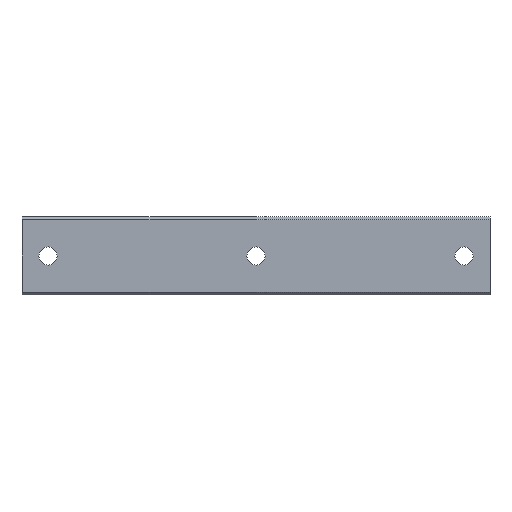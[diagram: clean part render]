
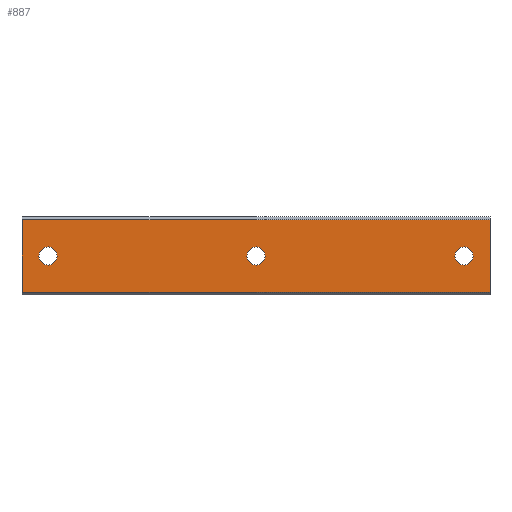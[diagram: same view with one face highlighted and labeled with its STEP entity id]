
A CAD part, front view. The second image highlights one B-rep face of the part: STEP entity #887.
In plain terms, the highlighted planar face has unit normal (0, -1, 0).
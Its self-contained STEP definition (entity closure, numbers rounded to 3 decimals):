
#17 = DIRECTION ( 'NONE',  ( 0., 0., 1. ) ) ;
#22 = CARTESIAN_POINT ( 'NONE',  ( 85., 0., -7. ) ) ;
#28 = CIRCLE ( 'NONE', #626, 1.75 ) ;
#38 = VERTEX_POINT ( 'NONE', #599 ) ;
#97 = ORIENTED_EDGE ( 'NONE', *, *, #416, .F. ) ;
#102 = ORIENTED_EDGE ( 'NONE', *, *, #361, .F. ) ;
#112 = VERTEX_POINT ( 'NONE', #922 ) ;
#139 = VERTEX_POINT ( 'NONE', #653 ) ;
#154 = CARTESIAN_POINT ( 'NONE',  ( 40., 0., 1.75 ) ) ;
#155 = EDGE_LOOP ( 'NONE', ( #97, #102 ) ) ;
#164 = VECTOR ( 'NONE', #970, 1000. ) ;
#166 = VERTEX_POINT ( 'NONE', #154 ) ;
#167 = CARTESIAN_POINT ( 'NONE',  ( 0., 0., 0. ) ) ;
#176 = CARTESIAN_POINT ( 'NONE',  ( 85., 0., -7. ) ) ;
#197 = ORIENTED_EDGE ( 'NONE', *, *, #940, .F. ) ;
#206 = LINE ( 'NONE', #403, #436 ) ;
#231 = DIRECTION ( 'NONE',  ( 0., 0., 1. ) ) ;
#258 = DIRECTION ( 'NONE',  ( 0., -1., 0. ) ) ;
#266 = EDGE_LOOP ( 'NONE', ( #512, #566, #588, #891 ) ) ;
#279 = DIRECTION ( 'NONE',  ( 0., 0., 1. ) ) ;
#291 = CARTESIAN_POINT ( 'NONE',  ( 85., 0., 7. ) ) ;
#304 = VERTEX_POINT ( 'NONE', #22 ) ;
#314 = EDGE_CURVE ( 'NONE', #1224, #304, #501, .T. ) ;
#361 = EDGE_CURVE ( 'NONE', #544, #139, #1195, .T. ) ;
#365 = LINE ( 'NONE', #176, #164 ) ;
#377 = CIRCLE ( 'NONE', #1025, 1.75 ) ;
#400 = EDGE_CURVE ( 'NONE', #304, #780, #365, .T. ) ;
#403 = CARTESIAN_POINT ( 'NONE',  ( -5., 0., 7. ) ) ;
#409 = CARTESIAN_POINT ( 'NONE',  ( 85., 0., 7. ) ) ;
#416 = EDGE_CURVE ( 'NONE', #139, #544, #789, .T. ) ;
#423 = DIRECTION ( 'NONE',  ( 0., 0., -1. ) ) ;
#436 = VECTOR ( 'NONE', #894, 1000. ) ;
#453 = DIRECTION ( 'NONE',  ( 0., 1., 0. ) ) ;
#464 = DIRECTION ( 'NONE',  ( 0., -1., 0. ) ) ;
#481 = CARTESIAN_POINT ( 'NONE',  ( 80., 0., 1.75 ) ) ;
#501 = LINE ( 'NONE', #409, #746 ) ;
#502 = CARTESIAN_POINT ( 'NONE',  ( 80., 0., 0. ) ) ;
#508 = AXIS2_PLACEMENT_3D ( 'NONE', #776, #453, #858 ) ;
#512 = ORIENTED_EDGE ( 'NONE', *, *, #400, .F. ) ;
#523 = LINE ( 'NONE', #623, #569 ) ;
#544 = VERTEX_POINT ( 'NONE', #837 ) ;
#549 = ORIENTED_EDGE ( 'NONE', *, *, #914, .F. ) ;
#566 = ORIENTED_EDGE ( 'NONE', *, *, #314, .F. ) ;
#569 = VECTOR ( 'NONE', #1124, 1000. ) ;
#588 = ORIENTED_EDGE ( 'NONE', *, *, #819, .F. ) ;
#590 = EDGE_CURVE ( 'NONE', #780, #112, #206, .T. ) ;
#597 = AXIS2_PLACEMENT_3D ( 'NONE', #167, #1231, #1162 ) ;
#599 = CARTESIAN_POINT ( 'NONE',  ( 40., 0., -1.75 ) ) ;
#613 = CIRCLE ( 'NONE', #909, 1.75 ) ;
#623 = CARTESIAN_POINT ( 'NONE',  ( 85., 0., 7. ) ) ;
#626 = AXIS2_PLACEMENT_3D ( 'NONE', #876, #669, #279 ) ;
#644 = AXIS2_PLACEMENT_3D ( 'NONE', #1028, #1021, #231 ) ;
#653 = CARTESIAN_POINT ( 'NONE',  ( 0., 0., 1.75 ) ) ;
#655 = FACE_BOUND ( 'NONE', #155, .T. ) ;
#657 = ORIENTED_EDGE ( 'NONE', *, *, #658, .F. ) ;
#658 = EDGE_CURVE ( 'NONE', #1273, #1063, #613, .T. ) ;
#665 = CARTESIAN_POINT ( 'NONE',  ( 80., 0., 0. ) ) ;
#669 = DIRECTION ( 'NONE',  ( 0., -1., 0. ) ) ;
#746 = VECTOR ( 'NONE', #423, 1000. ) ;
#748 = CARTESIAN_POINT ( 'NONE',  ( -5., 0., -7. ) ) ;
#763 = DIRECTION ( 'NONE',  ( 0., 0., 1. ) ) ;
#775 = AXIS2_PLACEMENT_3D ( 'NONE', #665, #464, #763 ) ;
#776 = CARTESIAN_POINT ( 'NONE',  ( 85., 0., 7. ) ) ;
#780 = VERTEX_POINT ( 'NONE', #748 ) ;
#789 = CIRCLE ( 'NONE', #597, 1.75 ) ;
#819 = EDGE_CURVE ( 'NONE', #112, #1224, #523, .T. ) ;
#837 = CARTESIAN_POINT ( 'NONE',  ( 0., 0., -1.75 ) ) ;
#858 = DIRECTION ( 'NONE',  ( 0., 0., 1. ) ) ;
#868 = FACE_OUTER_BOUND ( 'NONE', #266, .T. ) ;
#876 = CARTESIAN_POINT ( 'NONE',  ( 40., 0., 0. ) ) ;
#877 = ORIENTED_EDGE ( 'NONE', *, *, #963, .F. ) ;
#887 = ADVANCED_FACE ( 'NONE', ( #868, #655, #1164, #1252 ), #1066, .F. ) ;
#891 = ORIENTED_EDGE ( 'NONE', *, *, #590, .F. ) ;
#892 = CARTESIAN_POINT ( 'NONE',  ( 80., 0., -1.75 ) ) ;
#894 = DIRECTION ( 'NONE',  ( 0., 0., 1. ) ) ;
#909 = AXIS2_PLACEMENT_3D ( 'NONE', #502, #991, #17 ) ;
#914 = EDGE_CURVE ( 'NONE', #1063, #1273, #1238, .T. ) ;
#922 = CARTESIAN_POINT ( 'NONE',  ( -5., 0., 7. ) ) ;
#940 = EDGE_CURVE ( 'NONE', #166, #38, #377, .T. ) ;
#955 = EDGE_LOOP ( 'NONE', ( #549, #657 ) ) ;
#960 = EDGE_LOOP ( 'NONE', ( #197, #877 ) ) ;
#963 = EDGE_CURVE ( 'NONE', #38, #166, #28, .T. ) ;
#968 = DIRECTION ( 'NONE',  ( 0., 0., 1. ) ) ;
#970 = DIRECTION ( 'NONE',  ( -1., 0., 0. ) ) ;
#991 = DIRECTION ( 'NONE',  ( 0., -1., 0. ) ) ;
#1021 = DIRECTION ( 'NONE',  ( 0., -1., 0. ) ) ;
#1025 = AXIS2_PLACEMENT_3D ( 'NONE', #1147, #258, #968 ) ;
#1028 = CARTESIAN_POINT ( 'NONE',  ( 0., 0., 0. ) ) ;
#1063 = VERTEX_POINT ( 'NONE', #481 ) ;
#1066 = PLANE ( 'NONE',  #508 ) ;
#1124 = DIRECTION ( 'NONE',  ( 1., 0., 0. ) ) ;
#1147 = CARTESIAN_POINT ( 'NONE',  ( 40., 0., 0. ) ) ;
#1162 = DIRECTION ( 'NONE',  ( 0., 0., 1. ) ) ;
#1164 = FACE_BOUND ( 'NONE', #955, .T. ) ;
#1195 = CIRCLE ( 'NONE', #644, 1.75 ) ;
#1224 = VERTEX_POINT ( 'NONE', #291 ) ;
#1231 = DIRECTION ( 'NONE',  ( 0., -1., 0. ) ) ;
#1238 = CIRCLE ( 'NONE', #775, 1.75 ) ;
#1252 = FACE_BOUND ( 'NONE', #960, .T. ) ;
#1273 = VERTEX_POINT ( 'NONE', #892 ) ;
